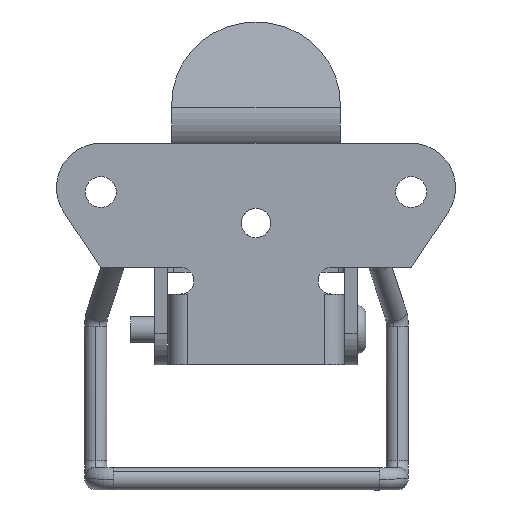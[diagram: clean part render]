
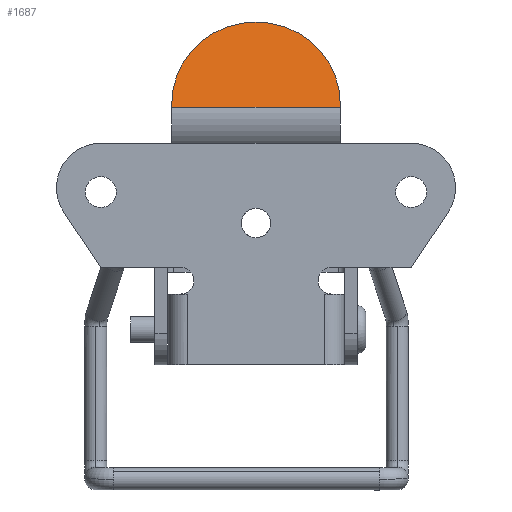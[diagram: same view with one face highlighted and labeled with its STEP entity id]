
A CAD part, front view. The second image highlights one B-rep face of the part: STEP entity #1687.
In plain terms, the highlighted face is planar.
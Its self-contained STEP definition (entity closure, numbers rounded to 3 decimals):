
#441 = DIRECTION ( 'NONE',  ( 0., 0.342, 0.94 ) ) ;
#458 = CARTESIAN_POINT ( 'NONE',  ( 9.5, 4.7, -27.172 ) ) ;
#562 = VERTEX_POINT ( 'NONE', #3447 ) ;
#616 = VERTEX_POINT ( 'NONE', #2973 ) ;
#764 = VERTEX_POINT ( 'NONE', #3753 ) ;
#1062 = LINE ( 'NONE', #1485, #2129 ) ;
#1311 = AXIS2_PLACEMENT_3D ( 'NONE', #4087, #3847, #3839 ) ;
#1320 = FACE_OUTER_BOUND ( 'NONE', #2854, .T. ) ;
#1328 = ORIENTED_EDGE ( 'NONE', *, *, #3246, .F. ) ;
#1341 = DIRECTION ( 'NONE',  ( -1., 0., 0. ) ) ;
#1366 = ORIENTED_EDGE ( 'NONE', *, *, #3217, .T. ) ;
#1485 = CARTESIAN_POINT ( 'NONE',  ( 9.5, 4.7, -27.172 ) ) ;
#1624 = CIRCLE ( 'NONE', #2245, 9.5 ) ;
#1687 = ADVANCED_FACE ( 'NONE', ( #1320 ), #4049, .F. ) ;
#1793 = VECTOR ( 'NONE', #441, 1000. ) ;
#1888 = VECTOR ( 'NONE', #3220, 1000. ) ;
#1950 = LINE ( 'NONE', #458, #1793 ) ;
#2129 = VECTOR ( 'NONE', #1341, 1000. ) ;
#2142 = LINE ( 'NONE', #3230, #1888 ) ;
#2245 = AXIS2_PLACEMENT_3D ( 'NONE', #2962, #2940, #2897 ) ;
#2498 = ORIENTED_EDGE ( 'NONE', *, *, #2794, .F. ) ;
#2794 = EDGE_CURVE ( 'NONE', #616, #764, #1062, .T. ) ;
#2854 = EDGE_LOOP ( 'NONE', ( #1328, #1366, #2498, #4014 ) ) ;
#2897 = DIRECTION ( 'NONE',  ( 0., 0.342, 0.94 ) ) ;
#2940 = DIRECTION ( 'NONE',  ( 0., -0.94, 0.342 ) ) ;
#2962 = CARTESIAN_POINT ( 'NONE',  ( 0., 4.562, -27.55 ) ) ;
#2973 = CARTESIAN_POINT ( 'NONE',  ( 9.5, 4.7, -27.172 ) ) ;
#3126 = VERTEX_POINT ( 'NONE', #3544 ) ;
#3217 = EDGE_CURVE ( 'NONE', #562, #764, #2142, .T. ) ;
#3220 = DIRECTION ( 'NONE',  ( 0., 0.342, 0.94 ) ) ;
#3230 = CARTESIAN_POINT ( 'NONE',  ( -9.5, 4.7, -27.172 ) ) ;
#3246 = EDGE_CURVE ( 'NONE', #562, #3126, #1624, .T. ) ;
#3447 = CARTESIAN_POINT ( 'NONE',  ( -9.5, 4.562, -27.55 ) ) ;
#3544 = CARTESIAN_POINT ( 'NONE',  ( 9.5, 4.562, -27.55 ) ) ;
#3655 = EDGE_CURVE ( 'NONE', #3126, #616, #1950, .T. ) ;
#3753 = CARTESIAN_POINT ( 'NONE',  ( -9.5, 4.7, -27.172 ) ) ;
#3839 = DIRECTION ( 'NONE',  ( 0., -0.342, -0.94 ) ) ;
#3847 = DIRECTION ( 'NONE',  ( 0., -0.94, 0.342 ) ) ;
#4014 = ORIENTED_EDGE ( 'NONE', *, *, #3655, .F. ) ;
#4049 = PLANE ( 'NONE',  #1311 ) ;
#4087 = CARTESIAN_POINT ( 'NONE',  ( 9.5, 4.7, -27.172 ) ) ;
